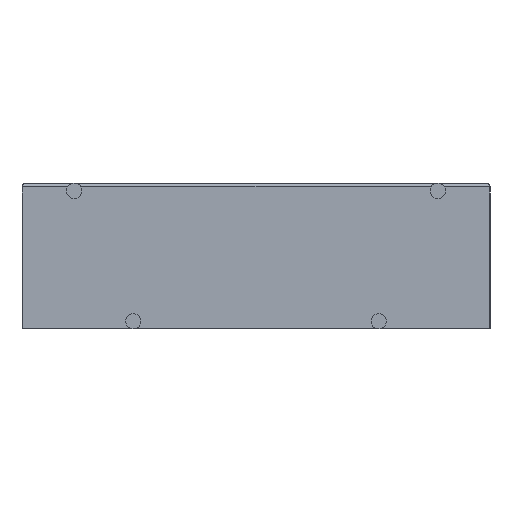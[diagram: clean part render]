
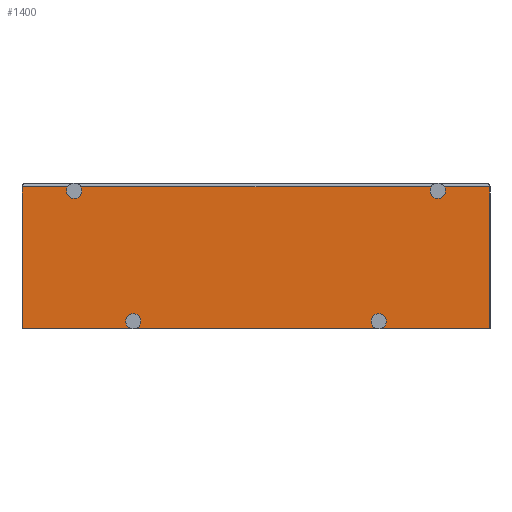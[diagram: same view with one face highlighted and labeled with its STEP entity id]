
A CAD part, front view. The second image highlights one B-rep face of the part: STEP entity #1400.
In plain terms, the highlighted planar face has unit normal (0, -1, 0).
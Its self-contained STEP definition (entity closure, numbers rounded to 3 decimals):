
#64 = VERTEX_POINT ( 'NONE', #5929 ) ;
#86 = DIRECTION ( 'NONE',  ( 0., -1., 0. ) ) ;
#194 = CARTESIAN_POINT ( 'NONE',  ( -15.25, -16.7, -9.5 ) ) ;
#240 = AXIS2_PLACEMENT_3D ( 'NONE', #16184, #86, #17679 ) ;
#367 = EDGE_CURVE ( 'NONE', #6370, #12954, #20304, .T. ) ;
#628 = CARTESIAN_POINT ( 'NONE',  ( 11.417, -16.7, -0.25 ) ) ;
#673 = CARTESIAN_POINT ( 'NONE',  ( -15.25, -16.7, -9.5 ) ) ;
#1019 = LINE ( 'NONE', #2716, #8556 ) ;
#1342 = CARTESIAN_POINT ( 'NONE',  ( 11.85, -16.7, -0.5 ) ) ;
#1400 = ADVANCED_FACE ( 'NONE', ( #14012 ), #7291, .T. ) ;
#1611 = CIRCLE ( 'NONE', #9796, 0.5 ) ;
#1804 = VERTEX_POINT ( 'NONE', #14705 ) ;
#1942 = CIRCLE ( 'NONE', #240, 0.5 ) ;
#2024 = VECTOR ( 'NONE', #14672, 1000. ) ;
#2162 = LINE ( 'NONE', #5475, #2024 ) ;
#2275 = AXIS2_PLACEMENT_3D ( 'NONE', #12832, #20194, #10053 ) ;
#2482 = LINE ( 'NONE', #4396, #8559 ) ;
#2716 = CARTESIAN_POINT ( 'NONE',  ( -15.25, -16.7, -0.25 ) ) ;
#2937 = EDGE_CURVE ( 'NONE', #5384, #1804, #15005, .T. ) ;
#3113 = DIRECTION ( 'NONE',  ( -1., 0., 0. ) ) ;
#3333 = EDGE_CURVE ( 'NONE', #8224, #12981, #11091, .T. ) ;
#3449 = CIRCLE ( 'NONE', #12323, 0.5 ) ;
#3542 = VERTEX_POINT ( 'NONE', #7916 ) ;
#3761 = LINE ( 'NONE', #673, #19647 ) ;
#4194 = DIRECTION ( 'NONE',  ( -1., 0., 0. ) ) ;
#4396 = CARTESIAN_POINT ( 'NONE',  ( -15.25, -16.7, -0.25 ) ) ;
#4515 = CARTESIAN_POINT ( 'NONE',  ( -15.25, -16.7, -0.25 ) ) ;
#4684 = ORIENTED_EDGE ( 'NONE', *, *, #15103, .T. ) ;
#5225 = LINE ( 'NONE', #11727, #21124 ) ;
#5260 = DIRECTION ( 'NONE',  ( 1., 0., 0. ) ) ;
#5384 = VERTEX_POINT ( 'NONE', #194 ) ;
#5462 = ORIENTED_EDGE ( 'NONE', *, *, #10307, .F. ) ;
#5475 = CARTESIAN_POINT ( 'NONE',  ( -15.25, -16.7, -9.5 ) ) ;
#5884 = ORIENTED_EDGE ( 'NONE', *, *, #14488, .T. ) ;
#5929 = CARTESIAN_POINT ( 'NONE',  ( -11.85, -16.7, -1. ) ) ;
#6155 = VECTOR ( 'NONE', #3113, 1000. ) ;
#6370 = VERTEX_POINT ( 'NONE', #628 ) ;
#6414 = AXIS2_PLACEMENT_3D ( 'NONE', #14375, #15974, #17564 ) ;
#6918 = EDGE_CURVE ( 'NONE', #64, #19936, #15629, .T. ) ;
#7124 = ORIENTED_EDGE ( 'NONE', *, *, #14044, .T. ) ;
#7200 = CIRCLE ( 'NONE', #11627, 0.5 ) ;
#7231 = CARTESIAN_POINT ( 'NONE',  ( 8., -16.7, -9.5 ) ) ;
#7291 = PLANE ( 'NONE',  #8720 ) ;
#7329 = CARTESIAN_POINT ( 'NONE',  ( -8., -16.7, -8.5 ) ) ;
#7549 = CARTESIAN_POINT ( 'NONE',  ( 8., -16.7, -8.5 ) ) ;
#7846 = DIRECTION ( 'NONE',  ( 0., 0., -1. ) ) ;
#7916 = CARTESIAN_POINT ( 'NONE',  ( 15.25, -16.7, -9.5 ) ) ;
#8064 = CIRCLE ( 'NONE', #2275, 0.5 ) ;
#8150 = DIRECTION ( 'NONE',  ( 0., -1., 0. ) ) ;
#8224 = VERTEX_POINT ( 'NONE', #7329 ) ;
#8369 = DIRECTION ( 'NONE',  ( 0., -1., 0. ) ) ;
#8435 = CARTESIAN_POINT ( 'NONE',  ( -15.25, -16.7, -9.5 ) ) ;
#8556 = VECTOR ( 'NONE', #14131, 1000. ) ;
#8559 = VECTOR ( 'NONE', #4194, 1000. ) ;
#8720 = AXIS2_PLACEMENT_3D ( 'NONE', #20305, #9204, #20202 ) ;
#9085 = VERTEX_POINT ( 'NONE', #7231 ) ;
#9204 = DIRECTION ( 'NONE',  ( 0., -1., 0. ) ) ;
#9642 = EDGE_CURVE ( 'NONE', #9085, #11122, #8064, .T. ) ;
#9667 = EDGE_CURVE ( 'NONE', #12981, #9085, #3761, .T. ) ;
#9731 = AXIS2_PLACEMENT_3D ( 'NONE', #17810, #10026, #13111 ) ;
#9796 = AXIS2_PLACEMENT_3D ( 'NONE', #1342, #12658, #7846 ) ;
#9810 = ORIENTED_EDGE ( 'NONE', *, *, #20189, .F. ) ;
#9880 = DIRECTION ( 'NONE',  ( 0., 0., 1. ) ) ;
#10014 = EDGE_CURVE ( 'NONE', #14841, #64, #1942, .T. ) ;
#10026 = DIRECTION ( 'NONE',  ( 0., -1., 0. ) ) ;
#10053 = DIRECTION ( 'NONE',  ( 0., 0., -1. ) ) ;
#10213 = ORIENTED_EDGE ( 'NONE', *, *, #367, .F. ) ;
#10307 = EDGE_CURVE ( 'NONE', #12954, #21086, #1611, .T. ) ;
#10605 = VECTOR ( 'NONE', #19637, 1000. ) ;
#10758 = ORIENTED_EDGE ( 'NONE', *, *, #15031, .T. ) ;
#11091 = CIRCLE ( 'NONE', #19271, 0.5 ) ;
#11122 = VERTEX_POINT ( 'NONE', #7549 ) ;
#11534 = CARTESIAN_POINT ( 'NONE',  ( 8., -16.7, -9. ) ) ;
#11618 = CARTESIAN_POINT ( 'NONE',  ( -12.283, -16.7, -0.25 ) ) ;
#11627 = AXIS2_PLACEMENT_3D ( 'NONE', #19677, #8150, #20969 ) ;
#11727 = CARTESIAN_POINT ( 'NONE',  ( 15.25, -16.7, -9.5 ) ) ;
#11835 = VERTEX_POINT ( 'NONE', #20390 ) ;
#12015 = EDGE_CURVE ( 'NONE', #11835, #21086, #2482, .T. ) ;
#12323 = AXIS2_PLACEMENT_3D ( 'NONE', #11534, #13227, #16540 ) ;
#12658 = DIRECTION ( 'NONE',  ( 0., -1., 0. ) ) ;
#12790 = VECTOR ( 'NONE', #9880, 1000. ) ;
#12832 = CARTESIAN_POINT ( 'NONE',  ( 8., -16.7, -9. ) ) ;
#12954 = VERTEX_POINT ( 'NONE', #13392 ) ;
#12981 = VERTEX_POINT ( 'NONE', #17868 ) ;
#13016 = ORIENTED_EDGE ( 'NONE', *, *, #10014, .F. ) ;
#13111 = DIRECTION ( 'NONE',  ( 0., 0., -1. ) ) ;
#13154 = EDGE_LOOP ( 'NONE', ( #5884, #15899, #17722, #17265, #9810, #13825, #10758, #4684, #15792, #5462, #10213, #7124, #19887, #13016, #20480, #20016 ) ) ;
#13227 = DIRECTION ( 'NONE',  ( 0., -1., 0. ) ) ;
#13392 = CARTESIAN_POINT ( 'NONE',  ( 11.85, -16.7, -1. ) ) ;
#13825 = ORIENTED_EDGE ( 'NONE', *, *, #9642, .F. ) ;
#14012 = FACE_OUTER_BOUND ( 'NONE', #13154, .T. ) ;
#14044 = EDGE_CURVE ( 'NONE', #6370, #19936, #1019, .T. ) ;
#14131 = DIRECTION ( 'NONE',  ( -1., 0., 0. ) ) ;
#14327 = LINE ( 'NONE', #4515, #6155 ) ;
#14375 = CARTESIAN_POINT ( 'NONE',  ( -11.85, -16.7, -0.5 ) ) ;
#14488 = EDGE_CURVE ( 'NONE', #5384, #12981, #19427, .T. ) ;
#14672 = DIRECTION ( 'NONE',  ( 1., 0., 0. ) ) ;
#14705 = CARTESIAN_POINT ( 'NONE',  ( -15.25, -16.7, -0.25 ) ) ;
#14841 = VERTEX_POINT ( 'NONE', #11618 ) ;
#15005 = LINE ( 'NONE', #18197, #12790 ) ;
#15031 = EDGE_CURVE ( 'NONE', #9085, #3542, #2162, .T. ) ;
#15103 = EDGE_CURVE ( 'NONE', #3542, #11835, #5225, .T. ) ;
#15629 = CIRCLE ( 'NONE', #6414, 0.5 ) ;
#15792 = ORIENTED_EDGE ( 'NONE', *, *, #12015, .T. ) ;
#15899 = ORIENTED_EDGE ( 'NONE', *, *, #3333, .F. ) ;
#15974 = DIRECTION ( 'NONE',  ( 0., -1., 0. ) ) ;
#16184 = CARTESIAN_POINT ( 'NONE',  ( -11.85, -16.7, -0.5 ) ) ;
#16486 = CARTESIAN_POINT ( 'NONE',  ( -8., -16.7, -9. ) ) ;
#16540 = DIRECTION ( 'NONE',  ( 0., 0., -1. ) ) ;
#17265 = ORIENTED_EDGE ( 'NONE', *, *, #9667, .T. ) ;
#17564 = DIRECTION ( 'NONE',  ( 0., 0., -1. ) ) ;
#17679 = DIRECTION ( 'NONE',  ( 0., 0., -1. ) ) ;
#17722 = ORIENTED_EDGE ( 'NONE', *, *, #20361, .F. ) ;
#17810 = CARTESIAN_POINT ( 'NONE',  ( 11.85, -16.7, -0.5 ) ) ;
#17868 = CARTESIAN_POINT ( 'NONE',  ( -8., -16.7, -9.5 ) ) ;
#18108 = CARTESIAN_POINT ( 'NONE',  ( 12.283, -16.7, -0.25 ) ) ;
#18197 = CARTESIAN_POINT ( 'NONE',  ( -15.25, -16.7, -9.5 ) ) ;
#18227 = DIRECTION ( 'NONE',  ( 0., 0., 1. ) ) ;
#18290 = DIRECTION ( 'NONE',  ( 0., 0., -1. ) ) ;
#18372 = CARTESIAN_POINT ( 'NONE',  ( -11.417, -16.7, -0.25 ) ) ;
#19271 = AXIS2_PLACEMENT_3D ( 'NONE', #16486, #8369, #18290 ) ;
#19427 = LINE ( 'NONE', #8435, #10605 ) ;
#19637 = DIRECTION ( 'NONE',  ( 1., 0., 0. ) ) ;
#19647 = VECTOR ( 'NONE', #5260, 1000. ) ;
#19677 = CARTESIAN_POINT ( 'NONE',  ( -8., -16.7, -9. ) ) ;
#19887 = ORIENTED_EDGE ( 'NONE', *, *, #6918, .F. ) ;
#19936 = VERTEX_POINT ( 'NONE', #18372 ) ;
#20016 = ORIENTED_EDGE ( 'NONE', *, *, #2937, .F. ) ;
#20189 = EDGE_CURVE ( 'NONE', #11122, #9085, #3449, .T. ) ;
#20194 = DIRECTION ( 'NONE',  ( 0., -1., 0. ) ) ;
#20202 = DIRECTION ( 'NONE',  ( 0., 0., -1. ) ) ;
#20304 = CIRCLE ( 'NONE', #9731, 0.5 ) ;
#20305 = CARTESIAN_POINT ( 'NONE',  ( -15.25, -16.7, -9.5 ) ) ;
#20361 = EDGE_CURVE ( 'NONE', #12981, #8224, #7200, .T. ) ;
#20390 = CARTESIAN_POINT ( 'NONE',  ( 15.25, -16.7, -0.25 ) ) ;
#20480 = ORIENTED_EDGE ( 'NONE', *, *, #20749, .T. ) ;
#20749 = EDGE_CURVE ( 'NONE', #14841, #1804, #14327, .T. ) ;
#20969 = DIRECTION ( 'NONE',  ( 0., 0., -1. ) ) ;
#21086 = VERTEX_POINT ( 'NONE', #18108 ) ;
#21124 = VECTOR ( 'NONE', #18227, 1000. ) ;
